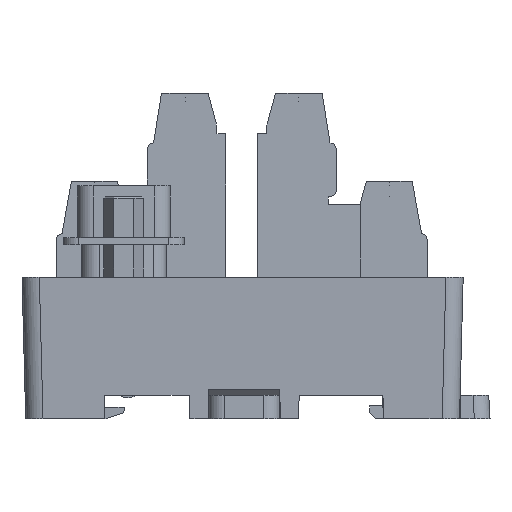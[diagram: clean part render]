
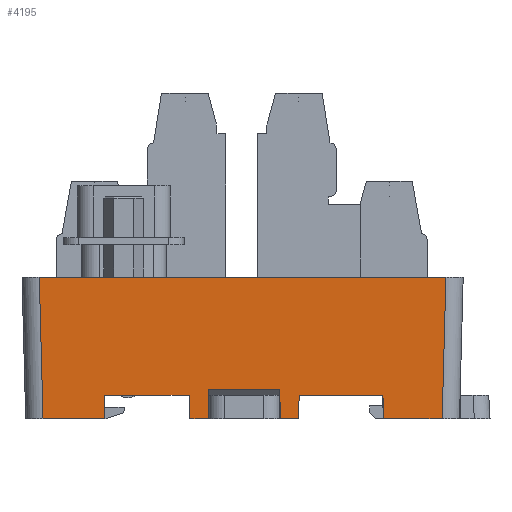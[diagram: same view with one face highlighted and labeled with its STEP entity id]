
A CAD part, left-side view. The second image highlights one B-rep face of the part: STEP entity #4195.
In plain terms, the highlighted planar face has unit normal (-1, 0, -0.026).
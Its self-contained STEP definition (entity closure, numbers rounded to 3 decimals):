
#2469=FACE_OUTER_BOUND('',#8999,.T.);
#4195=ADVANCED_FACE('',(#2469),#6131,.T.);
#6131=PLANE('',#37303);
#8999=EDGE_LOOP('',(#12145,#12146,#12147,#12148,#12149,#12150,#12151,#12152,
#12153,#12154,#12155,#12156,#12157,#12158,#12159,#12160));
#12145=ORIENTED_EDGE('',*,*,#25194,.T.);
#12146=ORIENTED_EDGE('',*,*,#25195,.F.);
#12147=ORIENTED_EDGE('',*,*,#25196,.T.);
#12148=ORIENTED_EDGE('',*,*,#24934,.T.);
#12149=ORIENTED_EDGE('',*,*,#25197,.T.);
#12150=ORIENTED_EDGE('',*,*,#25198,.T.);
#12151=ORIENTED_EDGE('',*,*,#25199,.T.);
#12152=ORIENTED_EDGE('',*,*,#25200,.T.);
#12153=ORIENTED_EDGE('',*,*,#25201,.T.);
#12154=ORIENTED_EDGE('',*,*,#25202,.T.);
#12155=ORIENTED_EDGE('',*,*,#25192,.F.);
#12156=ORIENTED_EDGE('',*,*,#24944,.T.);
#12157=ORIENTED_EDGE('',*,*,#25203,.F.);
#12158=ORIENTED_EDGE('',*,*,#25204,.F.);
#12159=ORIENTED_EDGE('',*,*,#25205,.T.);
#12160=ORIENTED_EDGE('',*,*,#25206,.F.);
#21499=VERTEX_POINT('',#49658);
#21500=VERTEX_POINT('',#49660);
#21509=VERTEX_POINT('',#49678);
#21510=VERTEX_POINT('',#49680);
#21692=VERTEX_POINT('',#50178);
#21693=VERTEX_POINT('',#50182);
#21694=VERTEX_POINT('',#50183);
#21695=VERTEX_POINT('',#50185);
#21696=VERTEX_POINT('',#50188);
#21697=VERTEX_POINT('',#50190);
#21698=VERTEX_POINT('',#50192);
#21699=VERTEX_POINT('',#50194);
#21700=VERTEX_POINT('',#50196);
#21701=VERTEX_POINT('',#50199);
#21702=VERTEX_POINT('',#50201);
#21703=VERTEX_POINT('',#50203);
#24934=EDGE_CURVE('',#21500,#21499,#29826,.T.);
#24944=EDGE_CURVE('',#21510,#21509,#29834,.T.);
#25192=EDGE_CURVE('',#21510,#21692,#30065,.T.);
#25194=EDGE_CURVE('',#21693,#21694,#30067,.T.);
#25195=EDGE_CURVE('',#21695,#21694,#30068,.T.);
#25196=EDGE_CURVE('',#21695,#21500,#30069,.T.);
#25197=EDGE_CURVE('',#21499,#21696,#30070,.T.);
#25198=EDGE_CURVE('',#21696,#21697,#30071,.T.);
#25199=EDGE_CURVE('',#21697,#21698,#30072,.T.);
#25200=EDGE_CURVE('',#21698,#21699,#30073,.T.);
#25201=EDGE_CURVE('',#21699,#21700,#30074,.T.);
#25202=EDGE_CURVE('',#21700,#21692,#30075,.T.);
#25203=EDGE_CURVE('',#21701,#21509,#30076,.T.);
#25204=EDGE_CURVE('',#21702,#21701,#30077,.T.);
#25205=EDGE_CURVE('',#21702,#21703,#30078,.T.);
#25206=EDGE_CURVE('',#21693,#21703,#30079,.T.);
#29826=LINE('',#49659,#33597);
#29834=LINE('',#49679,#33605);
#30065=LINE('',#50177,#33836);
#30067=LINE('',#50181,#33838);
#30068=LINE('',#50184,#33839);
#30069=LINE('',#50186,#33840);
#30070=LINE('',#50187,#33841);
#30071=LINE('',#50189,#33842);
#30072=LINE('',#50191,#33843);
#30073=LINE('',#50193,#33844);
#30074=LINE('',#50195,#33845);
#30075=LINE('',#50197,#33846);
#30076=LINE('',#50198,#33847);
#30077=LINE('',#50200,#33848);
#30078=LINE('',#50202,#33849);
#30079=LINE('',#50204,#33850);
#33597=VECTOR('',#40252,1.);
#33605=VECTOR('',#40264,1.);
#33836=VECTOR('',#40665,1.);
#33838=VECTOR('',#40669,1.);
#33839=VECTOR('',#40670,1.);
#33840=VECTOR('',#40671,1.);
#33841=VECTOR('',#40672,1.);
#33842=VECTOR('',#40673,1.);
#33843=VECTOR('',#40674,1.);
#33844=VECTOR('',#40675,1.);
#33845=VECTOR('',#40676,1.);
#33846=VECTOR('',#40677,1.);
#33847=VECTOR('',#40678,1.);
#33848=VECTOR('',#40679,1.);
#33849=VECTOR('',#40680,1.);
#33850=VECTOR('',#40681,1.);
#37303=AXIS2_PLACEMENT_3D('',#50205,#40682,#40683);
#40252=DIRECTION('',(0.,-1.,0.));
#40264=DIRECTION('',(0.,-1.,0.));
#40665=DIRECTION('',(0.026,0.017,-1.));
#40669=DIRECTION('',(0.026,-0.009,-1.));
#40670=DIRECTION('',(0.,1.,0.));
#40671=DIRECTION('',(-0.026,-0.035,0.999));
#40672=DIRECTION('',(0.026,-0.017,-1.));
#40673=DIRECTION('',(0.,-1.,0.));
#40674=DIRECTION('',(-0.026,-0.026,0.999));
#40675=DIRECTION('',(0.,1.,0.));
#40676=DIRECTION('',(0.026,-0.026,-0.999));
#40677=DIRECTION('',(0.,-1.,0.));
#40678=DIRECTION('',(-0.026,0.035,0.999));
#40679=DIRECTION('',(0.,1.,0.));
#40680=DIRECTION('',(-0.026,-0.009,1.));
#40681=DIRECTION('',(0.,1.,0.));
#40682=DIRECTION('',(-1.,0.,-0.026));
#40683=DIRECTION('',(-0.026,0.,1.));
#49658=CARTESIAN_POINT('',(-254.057,-118.086,-13.25));
#49659=CARTESIAN_POINT('',(-254.057,-100.436,-13.25));
#49660=CARTESIAN_POINT('',(-254.057,-107.436,-13.25));
#49678=CARTESIAN_POINT('',(-254.057,-93.436,-13.25));
#49679=CARTESIAN_POINT('',(-254.057,-100.436,-13.25));
#49680=CARTESIAN_POINT('',(-254.057,-82.686,-13.25));
#50177=CARTESIAN_POINT('',(-254.026,-82.665,-14.454));
#50178=CARTESIAN_POINT('',(-253.979,-82.634,-16.25));
#50181=CARTESIAN_POINT('',(-254.026,-104.997,-14.454));
#50182=CARTESIAN_POINT('',(-254.076,-104.98,-12.524));
#50183=CARTESIAN_POINT('',(-253.979,-105.012,-16.25));
#50184=CARTESIAN_POINT('',(-253.979,-100.436,-16.25));
#50185=CARTESIAN_POINT('',(-253.979,-107.331,-16.25));
#50186=CARTESIAN_POINT('',(-254.443,-107.95,1.468));
#50187=CARTESIAN_POINT('',(-254.458,-117.819,2.059));
#50188=CARTESIAN_POINT('',(-253.979,-118.138,-16.25));
#50189=CARTESIAN_POINT('',(-253.979,-100.436,-16.25));
#50190=CARTESIAN_POINT('',(-253.979,-125.616,-16.25));
#50191=CARTESIAN_POINT('',(-254.433,-126.07,1.09));
#50192=CARTESIAN_POINT('',(-254.45,-126.087,1.75));
#50193=CARTESIAN_POINT('',(-254.45,-99.936,1.75));
#50194=CARTESIAN_POINT('',(-254.45,-74.385,1.75));
#50195=CARTESIAN_POINT('',(-254.433,-74.403,1.09));
#50196=CARTESIAN_POINT('',(-253.979,-74.857,-16.25));
#50197=CARTESIAN_POINT('',(-253.979,-99.936,-16.25));
#50198=CARTESIAN_POINT('',(-254.026,-93.478,-14.452));
#50199=CARTESIAN_POINT('',(-253.979,-93.541,-16.25));
#50200=CARTESIAN_POINT('',(-253.979,-100.436,-16.25));
#50201=CARTESIAN_POINT('',(-253.979,-95.86,-16.25));
#50202=CARTESIAN_POINT('',(-254.026,-95.876,-14.454));
#50203=CARTESIAN_POINT('',(-254.076,-95.892,-12.524));
#50204=CARTESIAN_POINT('',(-254.076,109.009,-12.524));
#50205=CARTESIAN_POINT('',(-254.45,-99.936,1.747));
